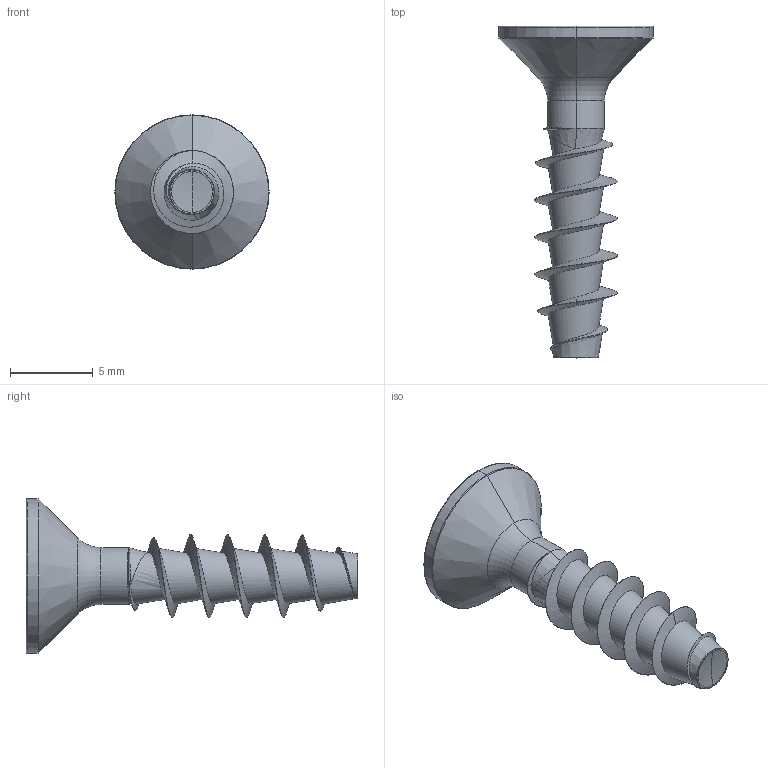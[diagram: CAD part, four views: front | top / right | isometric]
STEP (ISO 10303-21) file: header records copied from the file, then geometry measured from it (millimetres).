
FILE_DESCRIPTION (( 'STEP AP203' ), '1' );
FILE_NAME ('STP33A0500200.STEP', '2017-11-16T20:09:31', ( '' ), ( '' ), 'SwSTEP 2.0', 'SolidWorks 2015', '' );
FILE_SCHEMA (( 'CONFIG_CONTROL_DESIGN' ));
Length unit declared in the file: millimetre
Products named in the file (1): STP33A0500200
Bounding box: 9.3 x 20 x 9.3 mm (x, y, z)
Volume: 280.7 mm3; surface area: 467 mm2
Topology: 1 solids, 1 shells, 159 faces, 349 edges, 192 vertices
Faces by surface type: bspline 48, cylinder 45, sphere 26, plane 22, cone 12, torus 6
Entity records: 13441 total; most frequent: CARTESIAN_POINT 10245, ORIENTED_EDGE 694, DIRECTION 601, EDGE_CURVE 347, AXIS2_PLACEMENT_3D 250, VERTEX_POINT 192, EDGE_LOOP 161, FACE_OUTER_BOUND 159
